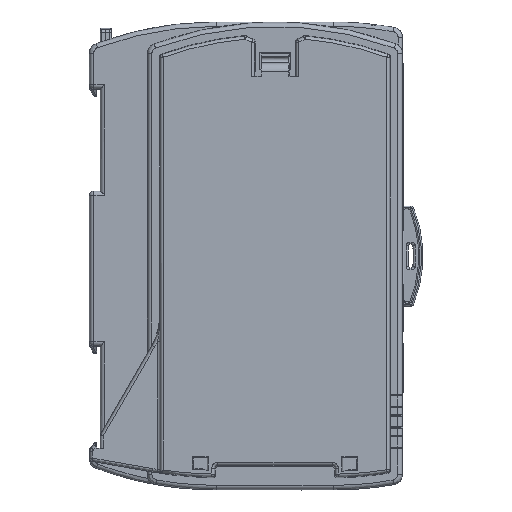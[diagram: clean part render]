
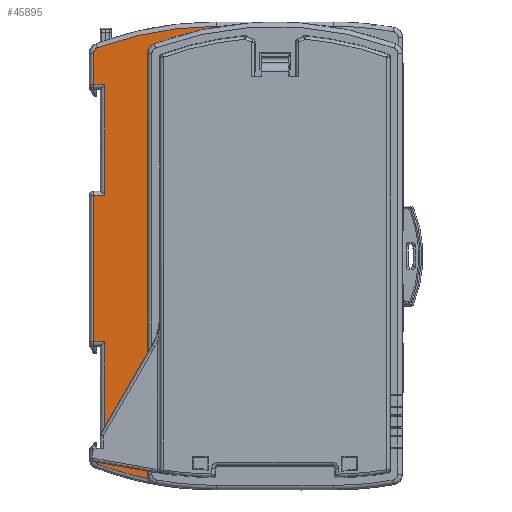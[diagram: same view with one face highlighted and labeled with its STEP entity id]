
A CAD part, top view. The second image highlights one B-rep face of the part: STEP entity #45895.
In plain terms, the highlighted planar face has unit normal (0, 0, 1).
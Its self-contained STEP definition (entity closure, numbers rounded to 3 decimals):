
#2230=B_SPLINE_CURVE_WITH_KNOTS($,3,(#75227,#75228,#75229,#75230,#75231,
#75232,#75233,#75234,#75235,#75236),.UNSPECIFIED.,.F.,.F.,(4,2,2,2,4),(-0.426,
-0.321,-0.212,-0.103,0.),
 .UNSPECIFIED.);
#2235=B_SPLINE_CURVE_WITH_KNOTS($,3,(#75346,#75347,#75348,#75349),
 .UNSPECIFIED.,.F.,.F.,(4,4),(0.,1.),.UNSPECIFIED.);
#2292=B_SPLINE_CURVE_WITH_KNOTS($,3,(#77576,#77577,#77578,#77579,#77580,
#77581),.UNSPECIFIED.,.F.,.F.,(4,2,4),(-0.153,-0.076,
0.),.UNSPECIFIED.);
#2294=B_SPLINE_CURVE_WITH_KNOTS($,3,(#77610,#77611,#77612,#77613),
 .UNSPECIFIED.,.F.,.F.,(4,4),(0.,1.),.UNSPECIFIED.);
#3332=CIRCLE($,#49001,119.673);
#3334=CIRCLE($,#49005,118.224);
#3459=CIRCLE($,#49433,118.224);
#6001=FACE_OUTER_BOUND($,#8667,.T.);
#8667=EDGE_LOOP($,(#37849,#37850,#37851,#37852,#37853,#37854,#37855,#37856,
#37857,#37858,#37859,#37860,#37861,#37862,#37863,#37864,#37865,#37866));
#11923=LINE($,#75199,#16179);
#11928=LINE($,#75260,#16184);
#11929=LINE($,#75354,#16185);
#11949=LINE($,#75402,#16205);
#11950=LINE($,#75406,#16206);
#11952=LINE($,#75411,#16208);
#11953=LINE($,#75418,#16209);
#12000=LINE($,#75529,#16256);
#12426=LINE($,#77605,#16682);
#12427=LINE($,#77607,#16683);
#12428=LINE($,#77609,#16684);
#16179=VECTOR($,#57426,145.534);
#16184=VECTOR($,#57439,1.591);
#16185=VECTOR($,#57450,10.908);
#16205=VECTOR($,#57498,3.799);
#16206=VECTOR($,#57503,38.3);
#16208=VECTOR($,#57509,3.799);
#16209=VECTOR($,#57518,50.6);
#16256=VECTOR($,#57625,3.799);
#16682=VECTOR($,#58801,38.3);
#16683=VECTOR($,#58802,3.799);
#16684=VECTOR($,#58803,2.108);
#20481=VERTEX_POINT($,#75197);
#20482=VERTEX_POINT($,#75198);
#20483=VERTEX_POINT($,#75226);
#20484=VERTEX_POINT($,#75239);
#20486=VERTEX_POINT($,#75258);
#20487=VERTEX_POINT($,#75262);
#20490=VERTEX_POINT($,#75329);
#20492=VERTEX_POINT($,#75352);
#20506=VERTEX_POINT($,#75400);
#20507=VERTEX_POINT($,#75404);
#20508=VERTEX_POINT($,#75409);
#20510=VERTEX_POINT($,#75416);
#20544=VERTEX_POINT($,#75527);
#20918=VERTEX_POINT($,#77561);
#20920=VERTEX_POINT($,#77583);
#20922=VERTEX_POINT($,#77604);
#20923=VERTEX_POINT($,#77606);
#20924=VERTEX_POINT($,#77608);
#26121=EDGE_CURVE($,#20481,#20482,#11923,.T.);
#26124=EDGE_CURVE($,#20483,#20481,#2230,.T.);
#26127=EDGE_CURVE($,#20484,#20483,#3332,.T.);
#26130=EDGE_CURVE($,#20484,#20486,#11928,.T.);
#26131=EDGE_CURVE($,#20486,#20487,#3334,.T.);
#26136=EDGE_CURVE($,#20487,#20490,#2235,.T.);
#26138=EDGE_CURVE($,#20490,#20492,#11929,.T.);
#26163=EDGE_CURVE($,#20492,#20506,#11949,.T.);
#26165=EDGE_CURVE($,#20506,#20507,#11950,.T.);
#26168=EDGE_CURVE($,#20507,#20508,#11952,.T.);
#26171=EDGE_CURVE($,#20508,#20510,#11953,.T.);
#26228=EDGE_CURVE($,#20510,#20544,#12000,.T.);
#26859=EDGE_CURVE($,#20482,#20918,#2292,.T.);
#26860=EDGE_CURVE($,#20920,#20918,#3459,.T.);
#26863=EDGE_CURVE($,#20544,#20922,#12426,.T.);
#26864=EDGE_CURVE($,#20922,#20923,#12427,.T.);
#26865=EDGE_CURVE($,#20923,#20924,#12428,.T.);
#26866=EDGE_CURVE($,#20924,#20920,#2294,.T.);
#37849=ORIENTED_EDGE($,*,*,#26863,.T.);
#37850=ORIENTED_EDGE($,*,*,#26864,.T.);
#37851=ORIENTED_EDGE($,*,*,#26865,.T.);
#37852=ORIENTED_EDGE($,*,*,#26866,.T.);
#37853=ORIENTED_EDGE($,*,*,#26860,.T.);
#37854=ORIENTED_EDGE($,*,*,#26859,.F.);
#37855=ORIENTED_EDGE($,*,*,#26121,.F.);
#37856=ORIENTED_EDGE($,*,*,#26124,.F.);
#37857=ORIENTED_EDGE($,*,*,#26127,.F.);
#37858=ORIENTED_EDGE($,*,*,#26130,.T.);
#37859=ORIENTED_EDGE($,*,*,#26131,.T.);
#37860=ORIENTED_EDGE($,*,*,#26136,.T.);
#37861=ORIENTED_EDGE($,*,*,#26138,.T.);
#37862=ORIENTED_EDGE($,*,*,#26163,.T.);
#37863=ORIENTED_EDGE($,*,*,#26165,.T.);
#37864=ORIENTED_EDGE($,*,*,#26168,.T.);
#37865=ORIENTED_EDGE($,*,*,#26171,.T.);
#37866=ORIENTED_EDGE($,*,*,#26228,.T.);
#43861=PLANE($,#49435);
#45895=ADVANCED_FACE($,(#6001),#43861,.T.);
#49001=AXIS2_PLACEMENT_3D($,#75254,#57432,#57433);
#49005=AXIS2_PLACEMENT_3D($,#75263,#57442,#57443);
#49433=AXIS2_PLACEMENT_3D($,#77584,#58795,#58796);
#49435=AXIS2_PLACEMENT_3D($,#77603,#58799,#58800);
#57426=DIRECTION($,(0.,-1.,0.));
#57432=DIRECTION('center_axis',(0.,0.,
1.));
#57433=DIRECTION('ref_axis',(-0.349,0.937,0.));
#57439=DIRECTION($,(-1.,0.,0.));
#57442=DIRECTION('center_axis',(0.,0.,
1.));
#57443=DIRECTION('ref_axis',(-0.348,0.937,0.));
#57450=DIRECTION($,(0.,-1.,0.));
#57498=DIRECTION($,(1.,0.,0.));
#57503=DIRECTION($,(0.,-1.,0.));
#57509=DIRECTION($,(-1.,0.,0.));
#57518=DIRECTION($,(0.,-1.,0.));
#57625=DIRECTION($,(1.,0.,0.));
#58795=DIRECTION('center_axis',(0.,0.,1.));
#58796=DIRECTION('ref_axis',(-0.199,-0.98,0.));
#58799=DIRECTION('center_axis',(0.,0.,1.));
#58800=DIRECTION('ref_axis',(1.,0.,0.));
#58801=DIRECTION($,(0.,-1.,0.));
#58802=DIRECTION($,(-1.,0.,0.));
#58803=DIRECTION($,(0.,-1.,0.));
#75197=CARTESIAN_POINT('',(-42.364,-50.892,18.5));
#75198=CARTESIAN_POINT('',(-42.364,-196.426,18.5));
#75199=CARTESIAN_POINT($,(-42.364,-50.892,18.5));
#75226=CARTESIAN_POINT('',(-40.087,-47.614,18.5));
#75227=CARTESIAN_POINT('Ctrl Pts',(-40.087,-47.614,18.5));
#75228=CARTESIAN_POINT('Ctrl Pts',(-40.414,-47.735,18.5));
#75229=CARTESIAN_POINT('Ctrl Pts',(-40.72,-47.905,
18.5));
#75230=CARTESIAN_POINT('Ctrl Pts',(-41.286,-48.339,
18.5));
#75231=CARTESIAN_POINT('Ctrl Pts',(-41.539,-48.605,
18.5));
#75232=CARTESIAN_POINT('Ctrl Pts',(-41.951,-49.203,
18.5));
#75233=CARTESIAN_POINT('Ctrl Pts',(-42.109,-49.53,
18.5));
#75234=CARTESIAN_POINT('Ctrl Pts',(-42.313,-50.205,
18.5));
#75235=CARTESIAN_POINT('Ctrl Pts',(-42.364,-50.547,
18.5));
#75236=CARTESIAN_POINT('Ctrl Pts',(-42.364,-50.892,18.5));
#75239=CARTESIAN_POINT('',(-16.88,-41.536,18.5));
#75254=CARTESIAN_POINT('Origin',(1.683,-159.76,18.5));
#75258=CARTESIAN_POINT('',(-18.471,-41.536,18.5));
#75260=CARTESIAN_POINT($,(-16.88,-41.536,18.5));
#75262=CARTESIAN_POINT('',(-59.613,-48.925,18.5));
#75263=CARTESIAN_POINT('Origin',(-18.471,-159.76,18.5));
#75329=CARTESIAN_POINT('',(-60.916,-50.799,18.5));
#75346=CARTESIAN_POINT('Ctrl Pts',(-59.613,-48.925,18.5));
#75347=CARTESIAN_POINT('Ctrl Pts',(-60.264,-49.167,18.5));
#75348=CARTESIAN_POINT('Ctrl Pts',(-60.916,-50.104,18.5));
#75349=CARTESIAN_POINT('Ctrl Pts',(-60.916,-50.799,18.5));
#75352=CARTESIAN_POINT('',(-60.916,-61.707,18.5));
#75354=CARTESIAN_POINT($,(-60.916,-50.799,18.5));
#75400=CARTESIAN_POINT('',(-57.117,-61.707,18.5));
#75402=CARTESIAN_POINT($,(-60.916,-61.707,18.5));
#75404=CARTESIAN_POINT('',(-57.117,-100.007,18.5));
#75406=CARTESIAN_POINT($,(-57.117,-61.707,18.5));
#75409=CARTESIAN_POINT('',(-60.916,-100.007,18.5));
#75411=CARTESIAN_POINT($,(-57.117,-100.007,18.5));
#75416=CARTESIAN_POINT('',(-60.916,-150.607,18.5));
#75418=CARTESIAN_POINT($,(-60.916,-100.007,18.5));
#75527=CARTESIAN_POINT('',(-57.117,-150.607,18.5));
#75529=CARTESIAN_POINT($,(-60.916,-150.607,18.5));
#77561=CARTESIAN_POINT('',(-42.035,-197.907,18.5));
#77576=CARTESIAN_POINT('Ctrl Pts',(-42.364,-196.426,18.5));
#77577=CARTESIAN_POINT('Ctrl Pts',(-42.364,-196.684,18.5));
#77578=CARTESIAN_POINT('Ctrl Pts',(-42.336,-196.941,
18.5));
#77579=CARTESIAN_POINT('Ctrl Pts',(-42.224,-197.439,18.5));
#77580=CARTESIAN_POINT('Ctrl Pts',(-42.142,-197.678,
18.5));
#77581=CARTESIAN_POINT('Ctrl Pts',(-42.035,-197.907,18.5));
#77583=CARTESIAN_POINT('',(-59.613,-192.89,18.5));
#77584=CARTESIAN_POINT('Origin',(-18.471,-82.055,18.5));
#77603=CARTESIAN_POINT('Origin',(-8.317,-209.81,18.5));
#77604=CARTESIAN_POINT('',(-57.117,-188.907,18.5));
#77605=CARTESIAN_POINT($,(-57.117,-150.607,18.5));
#77606=CARTESIAN_POINT('',(-60.916,-188.907,18.5));
#77607=CARTESIAN_POINT($,(-57.117,-188.907,18.5));
#77608=CARTESIAN_POINT('',(-60.916,-191.016,18.5));
#77609=CARTESIAN_POINT($,(-60.916,-188.907,18.5));
#77610=CARTESIAN_POINT('Ctrl Pts',(-60.916,-191.016,18.5));
#77611=CARTESIAN_POINT('Ctrl Pts',(-60.916,-191.711,18.5));
#77612=CARTESIAN_POINT('Ctrl Pts',(-60.264,-192.648,18.5));
#77613=CARTESIAN_POINT('Ctrl Pts',(-59.613,-192.89,18.5));
